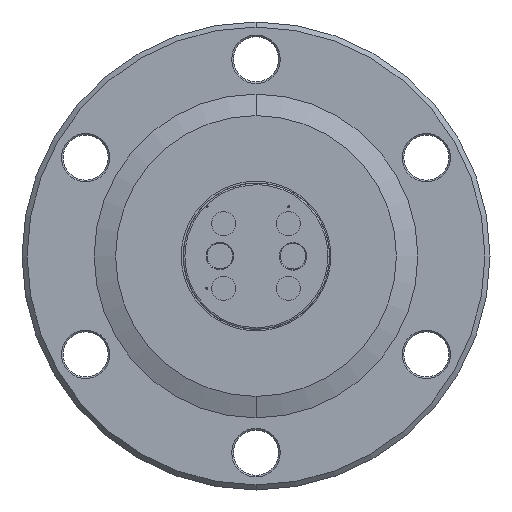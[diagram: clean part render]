
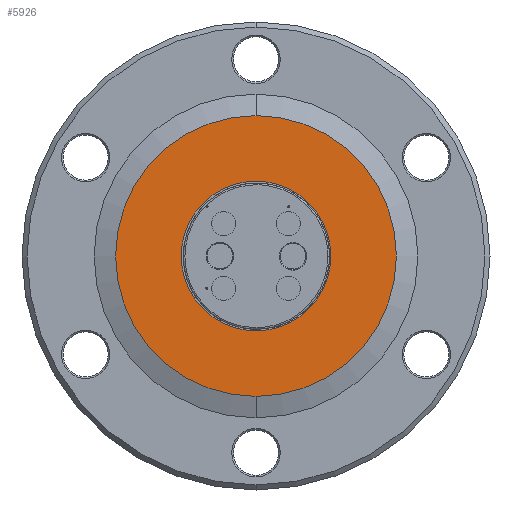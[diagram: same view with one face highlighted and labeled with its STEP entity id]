
A CAD part, front view. The second image highlights one B-rep face of the part: STEP entity #5926.
In plain terms, the highlighted planar face has unit normal (0, -1, 0).
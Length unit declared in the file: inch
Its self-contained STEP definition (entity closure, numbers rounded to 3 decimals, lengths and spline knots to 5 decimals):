
#148 = FACE_OUTER_BOUND ( 'NONE', #6291, .T. ) ;
#154 = FACE_BOUND ( 'NONE', #6292, .T. ) ;
#296 = DIRECTION ( 'NONE',  ( 0., -1., 0. ) ) ;
#297 = DIRECTION ( 'NONE',  ( -0.707, 0., 0.707 ) ) ;
#303 = CARTESIAN_POINT ( 'NONE',  ( 0., -1.6405, 0. ) ) ;
#469 = CARTESIAN_POINT ( 'NONE',  ( 0.31113, -1.6405, -0.31113 ) ) ;
#474 = CARTESIAN_POINT ( 'NONE',  ( -0.31113, -1.6405, 0.31113 ) ) ;
#724 = CARTESIAN_POINT ( 'NONE',  ( -0.13485, -1.6405, 0.48147 ) ) ;
#727 = PLANE ( 'NONE',  #1259 ) ;
#729 = DIRECTION ( 'NONE',  ( 0., 1., 0. ) ) ;
#730 = DIRECTION ( 'NONE',  ( -0.707, 0., 0.707 ) ) ;
#1025 = EDGE_CURVE ( 'NONE', #4661, #4658, #4075, .T. ) ;
#1102 = CARTESIAN_POINT ( 'NONE',  ( 0., -1.6405, 0. ) ) ;
#1116 = DIRECTION ( 'NONE',  ( 0., 0., -1. ) ) ;
#1117 = DIRECTION ( 'NONE',  ( 0., -1., 0. ) ) ;
#1140 = CIRCLE ( 'NONE', #3724, 0.825 ) ;
#1259 = AXIS2_PLACEMENT_3D ( 'NONE', #724, #729, #730 ) ;
#1754 = AXIS2_PLACEMENT_3D ( 'NONE', #303, #296, #297 ) ;
#1778 = AXIS2_PLACEMENT_3D ( 'NONE', #2941, #2938, #2937 ) ;
#1868 = EDGE_CURVE ( 'NONE', #4658, #4661, #4051, .T. ) ;
#2937 = DIRECTION ( 'NONE',  ( -0.707, 0., 0.707 ) ) ;
#2938 = DIRECTION ( 'NONE',  ( 0., -1., 0. ) ) ;
#2941 = CARTESIAN_POINT ( 'NONE',  ( 0., -1.6405, 0. ) ) ;
#3422 = CARTESIAN_POINT ( 'NONE',  ( 0., -1.6405, 0. ) ) ;
#3423 = DIRECTION ( 'NONE',  ( 0., -1., 0. ) ) ;
#3424 = DIRECTION ( 'NONE',  ( 0., 0., -1. ) ) ;
#3455 = CIRCLE ( 'NONE', #3632, 0.825 ) ;
#3632 = AXIS2_PLACEMENT_3D ( 'NONE', #3422, #3423, #3424 ) ;
#3724 = AXIS2_PLACEMENT_3D ( 'NONE', #1102, #1117, #1116 ) ;
#4051 = CIRCLE ( 'NONE', #1754, 0.44 ) ;
#4075 = CIRCLE ( 'NONE', #1778, 0.44 ) ;
#4658 = VERTEX_POINT ( 'NONE', #474 ) ;
#4661 = VERTEX_POINT ( 'NONE', #469 ) ;
#4849 = VERTEX_POINT ( 'NONE', #6782 ) ;
#4850 = VERTEX_POINT ( 'NONE', #6789 ) ;
#5422 = EDGE_CURVE ( 'NONE', #4849, #4850, #1140, .T. ) ;
#5602 = EDGE_CURVE ( 'NONE', #4850, #4849, #3455, .T. ) ;
#5926 = ADVANCED_FACE ( 'NONE', ( #154, #148 ), #727, .F. ) ;
#6291 = EDGE_LOOP ( 'NONE', ( #6629, #6627 ) ) ;
#6292 = EDGE_LOOP ( 'NONE', ( #6628, #6630 ) ) ;
#6627 = ORIENTED_EDGE ( 'NONE', *, *, #5422, .T. ) ;
#6628 = ORIENTED_EDGE ( 'NONE', *, *, #1868, .F. ) ;
#6629 = ORIENTED_EDGE ( 'NONE', *, *, #5602, .T. ) ;
#6630 = ORIENTED_EDGE ( 'NONE', *, *, #1025, .F. ) ;
#6782 = CARTESIAN_POINT ( 'NONE',  ( 0., -1.6405, 0.825 ) ) ;
#6789 = CARTESIAN_POINT ( 'NONE',  ( 0., -1.6405, -0.825 ) ) ;
